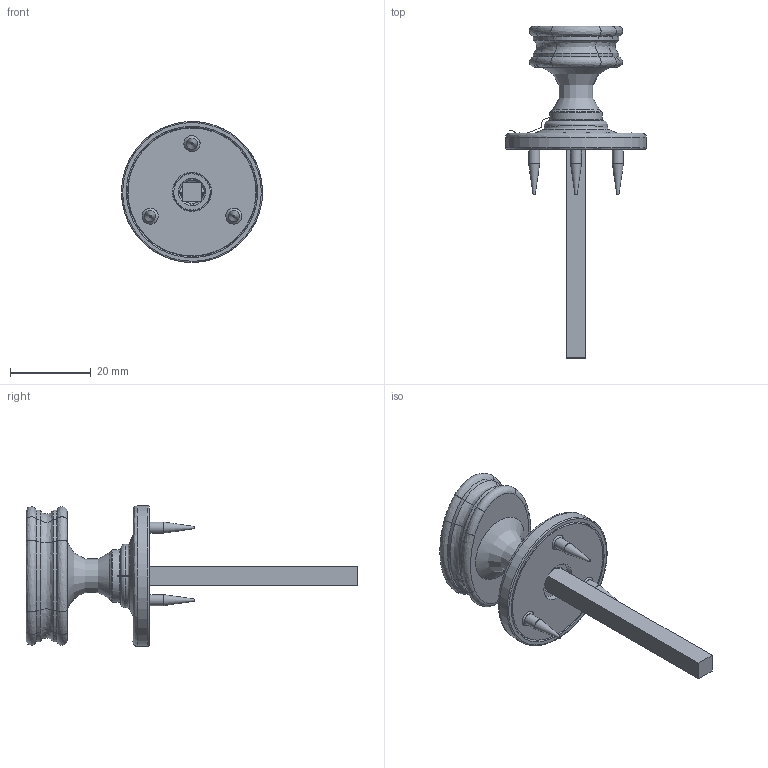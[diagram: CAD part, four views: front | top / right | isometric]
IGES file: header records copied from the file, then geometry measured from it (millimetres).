
Global section: file name: P8160-T; native system: Autodesk Inventor 2018; preprocessor: unknown; author: aprice; date: 20190708.090917; units: millimetre
Bounding box: 35 x 82.4 x 34.97 mm (x, y, z)
Volume: 11154.1 mm3; surface area: 9472.5 mm2
Topology: 9 solids, 9 shells, 218 faces, 569 edges, 383 vertices
Faces by surface type: bspline 213, revolution 5
